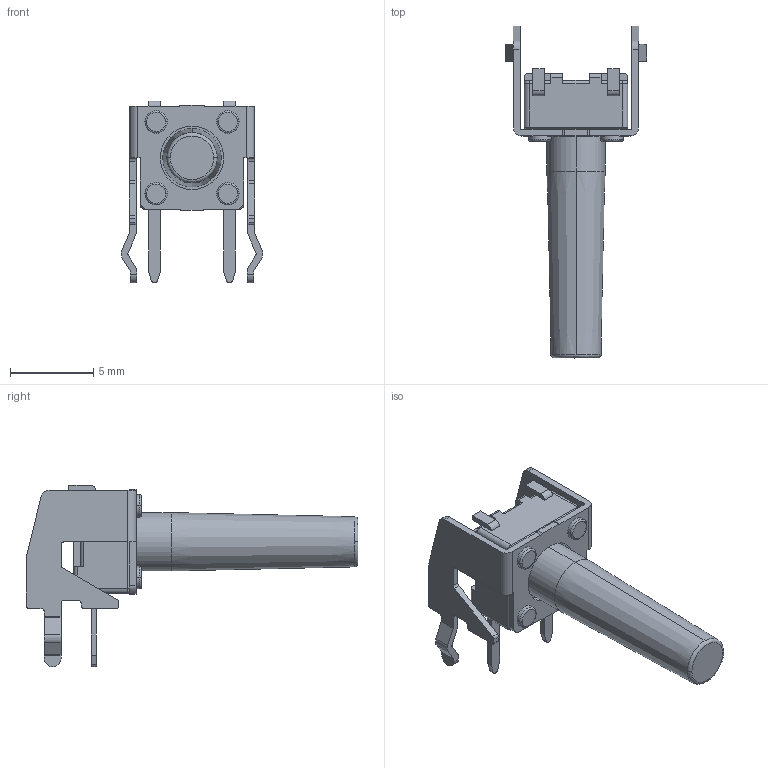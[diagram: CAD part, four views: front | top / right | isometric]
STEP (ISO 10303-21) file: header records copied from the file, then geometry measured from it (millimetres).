
FILE_DESCRIPTION (( 'STEP AP214' ), '1' );
FILE_NAME ('SKHHNH.STEP', '2012-10-02T05:21:48', ( ' ' ), ( '' ), 'SwSTEP 2.0', 'SolidWorks 2010', '' );
FILE_SCHEMA (( 'AUTOMOTIVE_DESIGN' ));
Length unit declared in the file: millimetre
Products named in the file (1): SKHHNH
Bounding box: 8.5 x 19.9 x 10.9 mm (x, y, z)
Volume: 254.1 mm3; surface area: 637.5 mm2
Topology: 1 solids, 1 shells, 322 faces, 873 edges, 570 vertices
Faces by surface type: plane 161, cylinder 132, bspline 23, cone 6
Entity records: 14049 total; most frequent: CARTESIAN_POINT 2255, ORIENTED_EDGE 1746, DIRECTION 1728, EDGE_CURVE 873, AXIS2_PLACEMENT_3D 595, VERTEX_POINT 570, VECTOR 538, LINE 538
